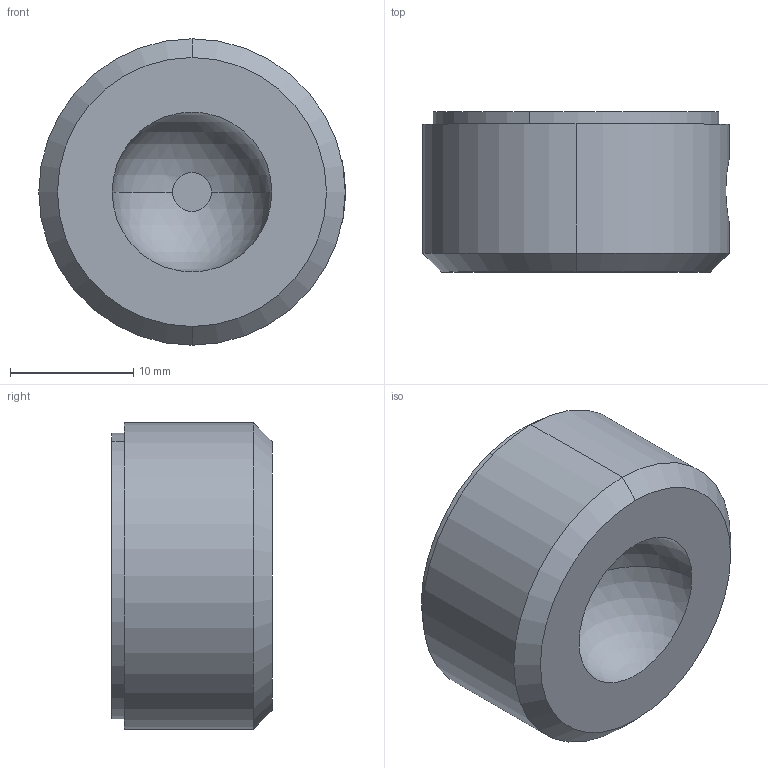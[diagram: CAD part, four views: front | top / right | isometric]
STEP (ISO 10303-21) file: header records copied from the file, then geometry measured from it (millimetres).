
FILE_DESCRIPTION (( 'STEP AP214' ), '1' );
FILE_NAME ('S102501.STEP', '2019-08-23T18:49:01', ( '' ), ( '' ), 'SwSTEP 2.0', 'SolidWorks 2019', '' );
FILE_SCHEMA (( 'AUTOMOTIVE_DESIGN' ));
Length unit declared in the file: inch
Products named in the file (1): S102501
Bounding box: 24.89 x 13 x 24.89 mm (x, y, z)
Volume: 5616.5 mm3; surface area: 3439.5 mm2
Topology: 2 solids, 2 shells, 25 faces, 50 edges, 31 vertices
Faces by surface type: cylinder 12, plane 7, cone 4, sphere 2
Entity records: 1078 total; most frequent: CARTESIAN_POINT 163, DIRECTION 128, ORIENTED_EDGE 96, AXIS2_PLACEMENT_3D 56, EDGE_CURVE 48, VERTEX_POINT 31, CIRCLE 30, EDGE_LOOP 29
